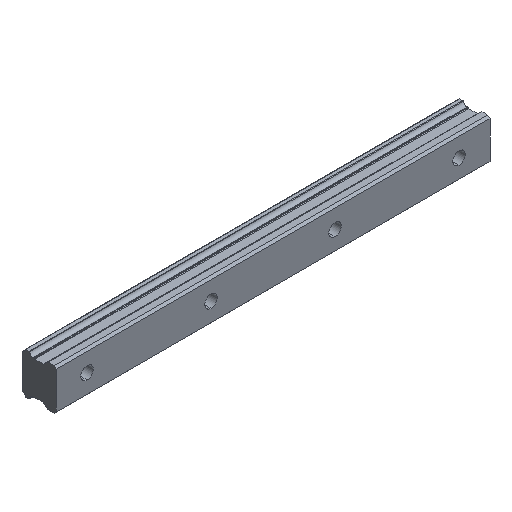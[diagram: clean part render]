
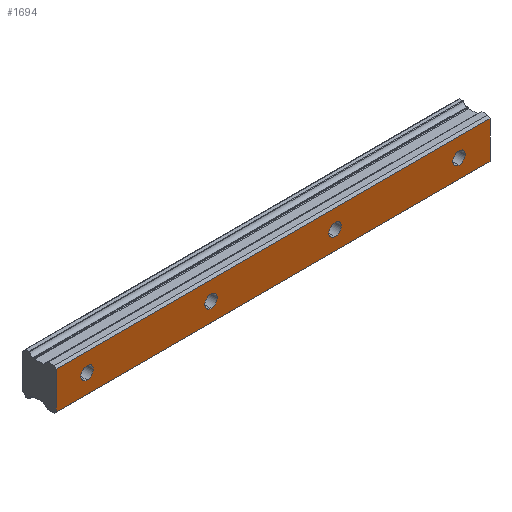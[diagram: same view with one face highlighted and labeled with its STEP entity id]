
A CAD part, isometric view. The second image highlights one B-rep face of the part: STEP entity #1694.
In plain terms, the highlighted planar face has unit normal (0, -1, 0).
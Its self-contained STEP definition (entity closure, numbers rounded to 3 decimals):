
#12 = AXIS2_PLACEMENT_3D ( 'NONE', #1507, #343, #202 ) ;
#33 = EDGE_LOOP ( 'NONE', ( #1817, #850 ) ) ;
#39 = VECTOR ( 'NONE', #1238, 1000. ) ;
#78 = ORIENTED_EDGE ( 'NONE', *, *, #1824, .F. ) ;
#128 = AXIS2_PLACEMENT_3D ( 'NONE', #1780, #1028, #748 ) ;
#147 = VERTEX_POINT ( 'NONE', #1481 ) ;
#165 = EDGE_CURVE ( 'NONE', #1685, #494, #1024, .T. ) ;
#171 = ORIENTED_EDGE ( 'NONE', *, *, #1653, .F. ) ;
#190 = AXIS2_PLACEMENT_3D ( 'NONE', #876, #398, #1474 ) ;
#191 = FACE_BOUND ( 'NONE', #33, .T. ) ;
#202 = DIRECTION ( 'NONE',  ( 0., 0., 1. ) ) ;
#321 = AXIS2_PLACEMENT_3D ( 'NONE', #1072, #1244, #1649 ) ;
#324 = DIRECTION ( 'NONE',  ( 0., 0., 1. ) ) ;
#343 = DIRECTION ( 'NONE',  ( 0., -1., 0. ) ) ;
#345 = VERTEX_POINT ( 'NONE', #690 ) ;
#350 = CIRCLE ( 'NONE', #321, 3. ) ;
#368 = CARTESIAN_POINT ( 'NONE',  ( 120., 0., 0. ) ) ;
#372 = DIRECTION ( 'NONE',  ( 0., 0., 1. ) ) ;
#377 = CARTESIAN_POINT ( 'NONE',  ( 60., 0., 3. ) ) ;
#389 = EDGE_LOOP ( 'NONE', ( #1345, #482 ) ) ;
#398 = DIRECTION ( 'NONE',  ( 0., -1., 0. ) ) ;
#424 = VERTEX_POINT ( 'NONE', #574 ) ;
#431 = EDGE_CURVE ( 'NONE', #1750, #663, #647, .T. ) ;
#460 = CARTESIAN_POINT ( 'NONE',  ( -15., 0., 9. ) ) ;
#479 = EDGE_CURVE ( 'NONE', #1701, #1591, #1257, .T. ) ;
#482 = ORIENTED_EDGE ( 'NONE', *, *, #968, .F. ) ;
#494 = VERTEX_POINT ( 'NONE', #460 ) ;
#506 = CIRCLE ( 'NONE', #1118, 3. ) ;
#511 = FACE_OUTER_BOUND ( 'NONE', #862, .T. ) ;
#514 = DIRECTION ( 'NONE',  ( 0., -1., 0. ) ) ;
#574 = CARTESIAN_POINT ( 'NONE',  ( 0., 0., -3. ) ) ;
#610 = DIRECTION ( 'NONE',  ( 0., 0., 1. ) ) ;
#630 = CARTESIAN_POINT ( 'NONE',  ( 180., 0., -3. ) ) ;
#638 = DIRECTION ( 'NONE',  ( 0., -1., 0. ) ) ;
#639 = CARTESIAN_POINT ( 'NONE',  ( 195., 0., -9. ) ) ;
#647 = CIRCLE ( 'NONE', #190, 3. ) ;
#649 = FACE_BOUND ( 'NONE', #724, .T. ) ;
#659 = CARTESIAN_POINT ( 'NONE',  ( 180., 0., 0. ) ) ;
#663 = VERTEX_POINT ( 'NONE', #377 ) ;
#690 = CARTESIAN_POINT ( 'NONE',  ( 0., 0., 3. ) ) ;
#698 = ORIENTED_EDGE ( 'NONE', *, *, #1702, .F. ) ;
#724 = EDGE_LOOP ( 'NONE', ( #1117, #1361 ) ) ;
#745 = EDGE_CURVE ( 'NONE', #147, #1640, #826, .T. ) ;
#748 = DIRECTION ( 'NONE',  ( 0., 0., 1. ) ) ;
#752 = CARTESIAN_POINT ( 'NONE',  ( -15., 0., 9. ) ) ;
#771 = FACE_BOUND ( 'NONE', #1027, .T. ) ;
#784 = DIRECTION ( 'NONE',  ( 0., 1., 0. ) ) ;
#826 = LINE ( 'NONE', #973, #1197 ) ;
#841 = CIRCLE ( 'NONE', #12, 3. ) ;
#850 = ORIENTED_EDGE ( 'NONE', *, *, #1845, .F. ) ;
#862 = EDGE_LOOP ( 'NONE', ( #698, #1719, #171, #881 ) ) ;
#876 = CARTESIAN_POINT ( 'NONE',  ( 60., 0., 0. ) ) ;
#881 = ORIENTED_EDGE ( 'NONE', *, *, #165, .F. ) ;
#906 = LINE ( 'NONE', #1811, #39 ) ;
#937 = FACE_BOUND ( 'NONE', #389, .T. ) ;
#968 = EDGE_CURVE ( 'NONE', #1246, #1720, #1715, .T. ) ;
#973 = CARTESIAN_POINT ( 'NONE',  ( 195., 0., 9. ) ) ;
#994 = VECTOR ( 'NONE', #1639, 1000. ) ;
#1024 = LINE ( 'NONE', #752, #1316 ) ;
#1025 = CIRCLE ( 'NONE', #1867, 3. ) ;
#1027 = EDGE_LOOP ( 'NONE', ( #78, #1612 ) ) ;
#1028 = DIRECTION ( 'NONE',  ( 0., -1., 0. ) ) ;
#1032 = CARTESIAN_POINT ( 'NONE',  ( 120., 0., 0. ) ) ;
#1066 = CARTESIAN_POINT ( 'NONE',  ( 195., 0., -9. ) ) ;
#1072 = CARTESIAN_POINT ( 'NONE',  ( 0., 0., 0. ) ) ;
#1083 = LINE ( 'NONE', #639, #994 ) ;
#1117 = ORIENTED_EDGE ( 'NONE', *, *, #1732, .F. ) ;
#1118 = AXIS2_PLACEMENT_3D ( 'NONE', #368, #514, #1675 ) ;
#1125 = DIRECTION ( 'NONE',  ( 0., 0., -1. ) ) ;
#1197 = VECTOR ( 'NONE', #1125, 1000. ) ;
#1199 = CARTESIAN_POINT ( 'NONE',  ( 180., 0., 3. ) ) ;
#1234 = CARTESIAN_POINT ( 'NONE',  ( 60., 0., -3. ) ) ;
#1238 = DIRECTION ( 'NONE',  ( 1., 0., 0. ) ) ;
#1243 = DIRECTION ( 'NONE',  ( 0., 0., 1. ) ) ;
#1244 = DIRECTION ( 'NONE',  ( 0., -1., 0. ) ) ;
#1246 = VERTEX_POINT ( 'NONE', #1821 ) ;
#1257 = CIRCLE ( 'NONE', #128, 3. ) ;
#1316 = VECTOR ( 'NONE', #324, 1000. ) ;
#1345 = ORIENTED_EDGE ( 'NONE', *, *, #1656, .F. ) ;
#1349 = AXIS2_PLACEMENT_3D ( 'NONE', #1032, #1730, #610 ) ;
#1356 = DIRECTION ( 'NONE',  ( 0., -1., 0. ) ) ;
#1359 = CARTESIAN_POINT ( 'NONE',  ( 195., 0., 9. ) ) ;
#1360 = AXIS2_PLACEMENT_3D ( 'NONE', #1359, #784, #372 ) ;
#1361 = ORIENTED_EDGE ( 'NONE', *, *, #431, .F. ) ;
#1367 = CARTESIAN_POINT ( 'NONE',  ( 0., 0., 0. ) ) ;
#1377 = CARTESIAN_POINT ( 'NONE',  ( 120., 0., 3. ) ) ;
#1474 = DIRECTION ( 'NONE',  ( 0., 0., 1. ) ) ;
#1481 = CARTESIAN_POINT ( 'NONE',  ( 195., 0., 9. ) ) ;
#1507 = CARTESIAN_POINT ( 'NONE',  ( 60., 0., 0. ) ) ;
#1542 = AXIS2_PLACEMENT_3D ( 'NONE', #659, #638, #1243 ) ;
#1591 = VERTEX_POINT ( 'NONE', #1199 ) ;
#1600 = CIRCLE ( 'NONE', #1542, 3. ) ;
#1612 = ORIENTED_EDGE ( 'NONE', *, *, #479, .F. ) ;
#1639 = DIRECTION ( 'NONE',  ( -1., 0., 0. ) ) ;
#1640 = VERTEX_POINT ( 'NONE', #1066 ) ;
#1649 = DIRECTION ( 'NONE',  ( 0., 0., 1. ) ) ;
#1653 = EDGE_CURVE ( 'NONE', #494, #147, #906, .T. ) ;
#1656 = EDGE_CURVE ( 'NONE', #1720, #1246, #506, .T. ) ;
#1675 = DIRECTION ( 'NONE',  ( 0., 0., 1. ) ) ;
#1679 = PLANE ( 'NONE',  #1360 ) ;
#1685 = VERTEX_POINT ( 'NONE', #1816 ) ;
#1694 = ADVANCED_FACE ( 'NONE', ( #511, #191, #771, #937, #649 ), #1679, .F. ) ;
#1701 = VERTEX_POINT ( 'NONE', #630 ) ;
#1702 = EDGE_CURVE ( 'NONE', #1640, #1685, #1083, .T. ) ;
#1715 = CIRCLE ( 'NONE', #1349, 3. ) ;
#1717 = EDGE_CURVE ( 'NONE', #345, #424, #350, .T. ) ;
#1719 = ORIENTED_EDGE ( 'NONE', *, *, #745, .F. ) ;
#1720 = VERTEX_POINT ( 'NONE', #1377 ) ;
#1730 = DIRECTION ( 'NONE',  ( 0., -1., 0. ) ) ;
#1732 = EDGE_CURVE ( 'NONE', #663, #1750, #841, .T. ) ;
#1750 = VERTEX_POINT ( 'NONE', #1234 ) ;
#1780 = CARTESIAN_POINT ( 'NONE',  ( 180., 0., 0. ) ) ;
#1785 = DIRECTION ( 'NONE',  ( 0., 0., 1. ) ) ;
#1811 = CARTESIAN_POINT ( 'NONE',  ( 195., 0., 9. ) ) ;
#1816 = CARTESIAN_POINT ( 'NONE',  ( -15., 0., -9. ) ) ;
#1817 = ORIENTED_EDGE ( 'NONE', *, *, #1717, .F. ) ;
#1821 = CARTESIAN_POINT ( 'NONE',  ( 120., 0., -3. ) ) ;
#1824 = EDGE_CURVE ( 'NONE', #1591, #1701, #1600, .T. ) ;
#1845 = EDGE_CURVE ( 'NONE', #424, #345, #1025, .T. ) ;
#1867 = AXIS2_PLACEMENT_3D ( 'NONE', #1367, #1356, #1785 ) ;
